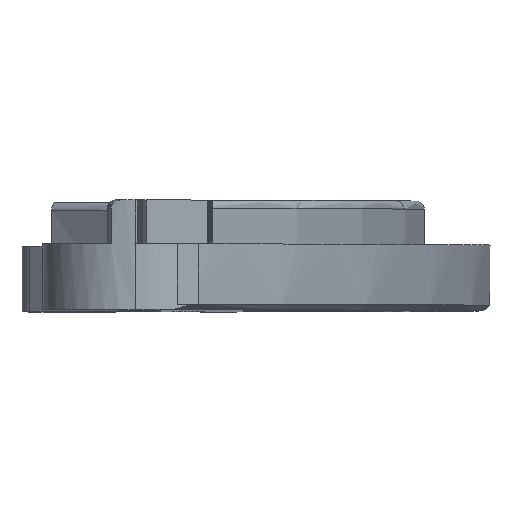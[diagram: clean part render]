
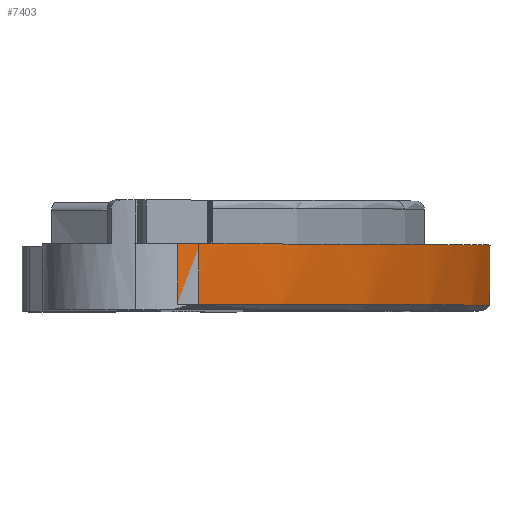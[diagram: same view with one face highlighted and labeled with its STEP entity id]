
A CAD part, top view. The second image highlights one B-rep face of the part: STEP entity #7403.
In plain terms, the highlighted cylindrical face has radius 180 mm (diameter 360 mm), a partial arc.
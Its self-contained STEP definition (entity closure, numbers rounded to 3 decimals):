
#80 = LINE ( 'NONE', #5774, #4506 ) ;
#228 = LINE ( 'NONE', #814, #6273 ) ;
#250 = VECTOR ( 'NONE', #4014, 1000. ) ;
#298 = EDGE_CURVE ( 'NONE', #6031, #6740, #80, .T. ) ;
#532 = CIRCLE ( 'NONE', #4199, 180. ) ;
#562 = DIRECTION ( 'NONE',  ( 0., 1., 0. ) ) ;
#600 = DIRECTION ( 'NONE',  ( 0., 0., -1. ) ) ;
#814 = CARTESIAN_POINT ( 'NONE',  ( 109.121, -8.097, -132.223 ) ) ;
#900 = AXIS2_PLACEMENT_3D ( 'NONE', #4438, #562, #600 ) ;
#1207 = ORIENTED_EDGE ( 'NONE', *, *, #5401, .T. ) ;
#1384 = CARTESIAN_POINT ( 'NONE',  ( 131.519, -7.097, -111.963 ) ) ;
#2387 = DIRECTION ( 'NONE',  ( 0., 0., 1. ) ) ;
#2592 = VERTEX_POINT ( 'NONE', #3221 ) ;
#2637 = LINE ( 'NONE', #5793, #250 ) ;
#2871 = CARTESIAN_POINT ( 'NONE',  ( 0., -7.097, 10.929 ) ) ;
#2905 = DIRECTION ( 'NONE',  ( 0., 0., -1. ) ) ;
#2996 = CIRCLE ( 'NONE', #900, 180. ) ;
#3024 = EDGE_CURVE ( 'NONE', #5010, #2592, #2996, .T. ) ;
#3163 = EDGE_CURVE ( 'NONE', #5802, #5010, #2637, .T. ) ;
#3221 = CARTESIAN_POINT ( 'NONE',  ( 109.121, 3.903, -132.223 ) ) ;
#3298 = ORIENTED_EDGE ( 'NONE', *, *, #298, .F. ) ;
#3305 = CARTESIAN_POINT ( 'NONE',  ( 122.966, -7.097, 142.38 ) ) ;
#3440 = CARTESIAN_POINT ( 'NONE',  ( 0., -2.097, 10.929 ) ) ;
#3450 = VERTEX_POINT ( 'NONE', #6807 ) ;
#3654 = CARTESIAN_POINT ( 'NONE',  ( 0., -8.097, 10.929 ) ) ;
#3746 = EDGE_CURVE ( 'NONE', #6031, #3450, #532, .T. ) ;
#3983 = ORIENTED_EDGE ( 'NONE', *, *, #4425, .F. ) ;
#4014 = DIRECTION ( 'NONE',  ( 0., 1., 0. ) ) ;
#4199 = AXIS2_PLACEMENT_3D ( 'NONE', #3440, #7821, #2905 ) ;
#4233 = ORIENTED_EDGE ( 'NONE', *, *, #3746, .T. ) ;
#4359 = FACE_OUTER_BOUND ( 'NONE', #5002, .T. ) ;
#4425 = EDGE_CURVE ( 'NONE', #6740, #5802, #6700, .T. ) ;
#4438 = CARTESIAN_POINT ( 'NONE',  ( 0., 3.903, 10.929 ) ) ;
#4506 = VECTOR ( 'NONE', #5159, 1000. ) ;
#4656 = DIRECTION ( 'NONE',  ( 0., 1., 0. ) ) ;
#5002 = EDGE_LOOP ( 'NONE', ( #1207, #6474, #7677, #3983, #3298, #4233 ) ) ;
#5010 = VERTEX_POINT ( 'NONE', #5842 ) ;
#5159 = DIRECTION ( 'NONE',  ( 0., -1., 0. ) ) ;
#5401 = EDGE_CURVE ( 'NONE', #3450, #2592, #228, .T. ) ;
#5429 = CARTESIAN_POINT ( 'NONE',  ( 131.519, -2.097, -111.963 ) ) ;
#5462 = DIRECTION ( 'NONE',  ( 0., 1., 0. ) ) ;
#5774 = CARTESIAN_POINT ( 'NONE',  ( 131.519, -2.097, -111.963 ) ) ;
#5793 = CARTESIAN_POINT ( 'NONE',  ( 122.966, -8.097, 142.38 ) ) ;
#5802 = VERTEX_POINT ( 'NONE', #3305 ) ;
#5842 = CARTESIAN_POINT ( 'NONE',  ( 122.966, 3.903, 142.38 ) ) ;
#6031 = VERTEX_POINT ( 'NONE', #5429 ) ;
#6037 = DIRECTION ( 'NONE',  ( 0., 0., -1. ) ) ;
#6273 = VECTOR ( 'NONE', #4656, 1000. ) ;
#6474 = ORIENTED_EDGE ( 'NONE', *, *, #3024, .F. ) ;
#6700 = CIRCLE ( 'NONE', #8005, 180. ) ;
#6740 = VERTEX_POINT ( 'NONE', #1384 ) ;
#6807 = CARTESIAN_POINT ( 'NONE',  ( 109.121, -2.097, -132.223 ) ) ;
#6857 = CYLINDRICAL_SURFACE ( 'NONE', #6942, 180. ) ;
#6942 = AXIS2_PLACEMENT_3D ( 'NONE', #3654, #5462, #2387 ) ;
#7403 = ADVANCED_FACE ( 'NONE', ( #4359 ), #6857, .T. ) ;
#7677 = ORIENTED_EDGE ( 'NONE', *, *, #3163, .F. ) ;
#7821 = DIRECTION ( 'NONE',  ( 0., 1., 0. ) ) ;
#7883 = DIRECTION ( 'NONE',  ( 0., -1., 0. ) ) ;
#8005 = AXIS2_PLACEMENT_3D ( 'NONE', #2871, #7883, #6037 ) ;
